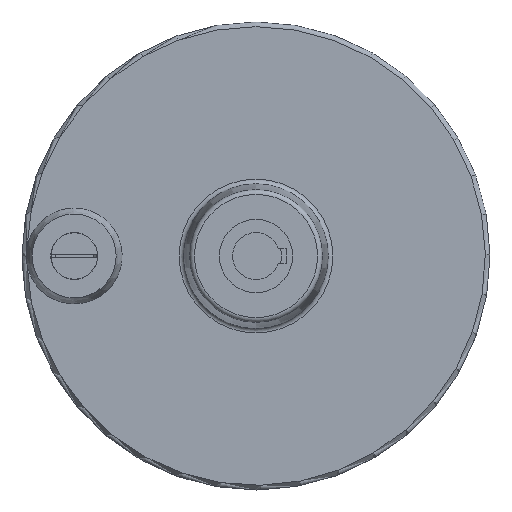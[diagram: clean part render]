
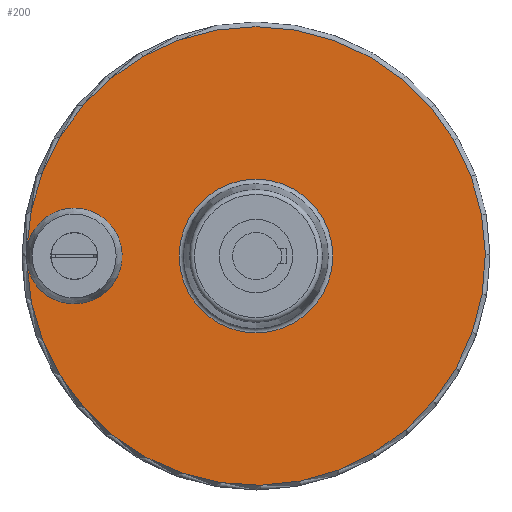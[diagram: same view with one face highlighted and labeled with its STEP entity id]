
A CAD part, front view. The second image highlights one B-rep face of the part: STEP entity #200.
In plain terms, the highlighted planar face has unit normal (0, -1, 0).
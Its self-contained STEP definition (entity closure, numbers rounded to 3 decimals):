
#200 = ADVANCED_FACE( '', ( #438, #439 ), #440, .F. );
#438 = FACE_OUTER_BOUND( '', #698, .T. );
#439 = FACE_BOUND( '', #699, .T. );
#440 = PLANE( '', #700 );
#698 = EDGE_LOOP( '', ( #1191, #1192 ) );
#699 = EDGE_LOOP( '', ( #1193 ) );
#700 = AXIS2_PLACEMENT_3D( '', #1194, #1195, #1196 );
#1191 = ORIENTED_EDGE( '', *, *, #1538, .F. );
#1192 = ORIENTED_EDGE( '', *, *, #1444, .F. );
#1193 = ORIENTED_EDGE( '', *, *, #1539, .T. );
#1194 = CARTESIAN_POINT( '', ( 35.776, -3.5, 0. ) );
#1195 = DIRECTION( '', ( 0., 1., 0. ) );
#1196 = DIRECTION( '', ( 0., 0., 1. ) );
#1444 = EDGE_CURVE( '', #1725, #1726, #1728, .F. );
#1538 = EDGE_CURVE( '', #1726, #1725, #1861, .T. );
#1539 = EDGE_CURVE( '', #1862, #1862, #1863, .T. );
#1725 = VERTEX_POINT( '', #2188 );
#1726 = VERTEX_POINT( '', #2189 );
#1728 = CIRCLE( '', #2198, 16.338 );
#1861 = CIRCLE( '', #2570, 78.208 );
#1862 = VERTEX_POINT( '', #2571 );
#1863 = CIRCLE( '', #2572, 26.224 );
#2188 = CARTESIAN_POINT( '', ( -16.173, -3.5, -2.316 ) );
#2189 = CARTESIAN_POINT( '', ( -16.173, -3.5, 2.316 ) );
#2198 = AXIS2_PLACEMENT_3D( '', #2813, #2814, #2815 );
#2570 = AXIS2_PLACEMENT_3D( '', #2921, #2922, #2923 );
#2571 = CARTESIAN_POINT( '', ( 62., -3.5, 26.224 ) );
#2572 = AXIS2_PLACEMENT_3D( '', #2924, #2925, #2926 );
#2813 = CARTESIAN_POINT( '', ( 0., -3.5, 0. ) );
#2814 = DIRECTION( '', ( 0., 1., 0. ) );
#2815 = DIRECTION( '', ( 0., 0., 1. ) );
#2921 = CARTESIAN_POINT( '', ( 62., -3.5, 0. ) );
#2922 = DIRECTION( '', ( 0., 1., 0. ) );
#2923 = DIRECTION( '', ( 0., 0., 1. ) );
#2924 = CARTESIAN_POINT( '', ( 62., -3.5, 0. ) );
#2925 = DIRECTION( '', ( 0., 1., 0. ) );
#2926 = DIRECTION( '', ( 0., 0., 1. ) );
